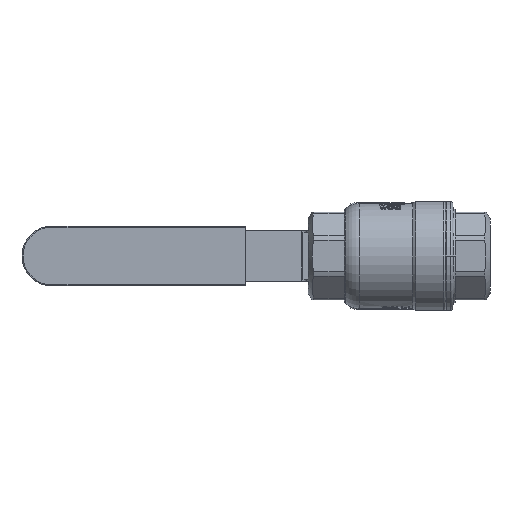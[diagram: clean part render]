
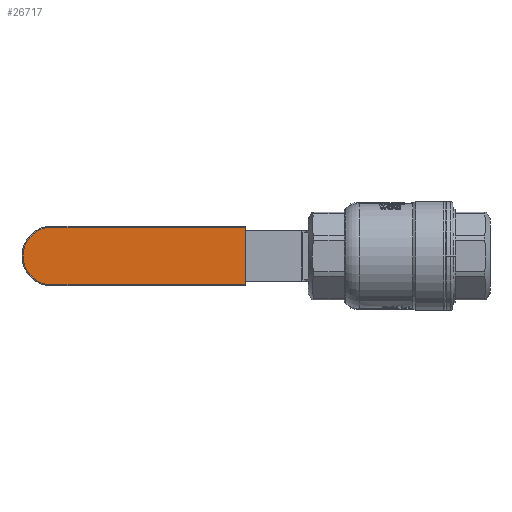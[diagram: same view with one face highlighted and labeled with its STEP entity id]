
A CAD part, front view. The second image highlights one B-rep face of the part: STEP entity #26717.
In plain terms, the highlighted planar face has unit normal (0, -1, 0).
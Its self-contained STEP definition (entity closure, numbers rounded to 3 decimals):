
#2723 = DIRECTION ( 'NONE',  ( 0., 0., -1. ) ) ;
#4445 = DIRECTION ( 'NONE',  ( 0., 0., 1. ) ) ;
#6304 = CARTESIAN_POINT ( 'NONE',  ( -79.295, 17., -13.5 ) ) ;
#8624 = CARTESIAN_POINT ( 'NONE',  ( -183.746, 17., -13.5 ) ) ;
#10941 = EDGE_CURVE ( 'NONE', #42840, #65734, #57370, .T. ) ;
#12063 = DIRECTION ( 'NONE',  ( -1., 0., 0. ) ) ;
#12111 = ORIENTED_EDGE ( 'NONE', *, *, #20388, .F. ) ;
#12715 = VECTOR ( 'NONE', #12063, 1000. ) ;
#13614 = ORIENTED_EDGE ( 'NONE', *, *, #10941, .T. ) ;
#13852 = AXIS2_PLACEMENT_3D ( 'NONE', #21542, #59201, #26940 ) ;
#15872 = LINE ( 'NONE', #34943, #44478 ) ;
#19400 = CARTESIAN_POINT ( 'NONE',  ( -79.295, 17., 13.5 ) ) ;
#20388 = EDGE_CURVE ( 'NONE', #42840, #40500, #15872, .T. ) ;
#21542 = CARTESIAN_POINT ( 'NONE',  ( -169.746, 17., 0. ) ) ;
#26717 = ADVANCED_FACE ( 'NONE', ( #36617 ), #31002, .F. ) ;
#26940 = DIRECTION ( 'NONE',  ( 0., 0., 1. ) ) ;
#30174 = VERTEX_POINT ( 'NONE', #63182 ) ;
#30466 = AXIS2_PLACEMENT_3D ( 'NONE', #68899, #36667, #4445 ) ;
#31002 = PLANE ( 'NONE',  #30466 ) ;
#31373 = DIRECTION ( 'NONE',  ( 1., 0., 0. ) ) ;
#31416 = LINE ( 'NONE', #8624, #58404 ) ;
#33456 = CARTESIAN_POINT ( 'NONE',  ( -169.746, 17., 13.5 ) ) ;
#34228 = EDGE_CURVE ( 'NONE', #65734, #30174, #56428, .T. ) ;
#34943 = CARTESIAN_POINT ( 'NONE',  ( -79.295, 17., 14. ) ) ;
#36477 = CARTESIAN_POINT ( 'NONE',  ( -169.746, 17., 13.5 ) ) ;
#36617 = FACE_OUTER_BOUND ( 'NONE', #56740, .T. ) ;
#36667 = DIRECTION ( 'NONE',  ( 0., 1., 0. ) ) ;
#40500 = VERTEX_POINT ( 'NONE', #6304 ) ;
#40810 = ORIENTED_EDGE ( 'NONE', *, *, #47847, .T. ) ;
#42840 = VERTEX_POINT ( 'NONE', #19400 ) ;
#44478 = VECTOR ( 'NONE', #2723, 1000. ) ;
#47847 = EDGE_CURVE ( 'NONE', #30174, #40500, #31416, .T. ) ;
#55183 = ORIENTED_EDGE ( 'NONE', *, *, #34228, .T. ) ;
#56428 = CIRCLE ( 'NONE', #13852, 13.5 ) ;
#56740 = EDGE_LOOP ( 'NONE', ( #12111, #13614, #55183, #40810 ) ) ;
#57370 = LINE ( 'NONE', #33456, #12715 ) ;
#58404 = VECTOR ( 'NONE', #31373, 1000. ) ;
#59201 = DIRECTION ( 'NONE',  ( 0., -1., 0. ) ) ;
#63182 = CARTESIAN_POINT ( 'NONE',  ( -169.746, 17., -13.5 ) ) ;
#65734 = VERTEX_POINT ( 'NONE', #36477 ) ;
#68899 = CARTESIAN_POINT ( 'NONE',  ( -183.746, 17., 14. ) ) ;
